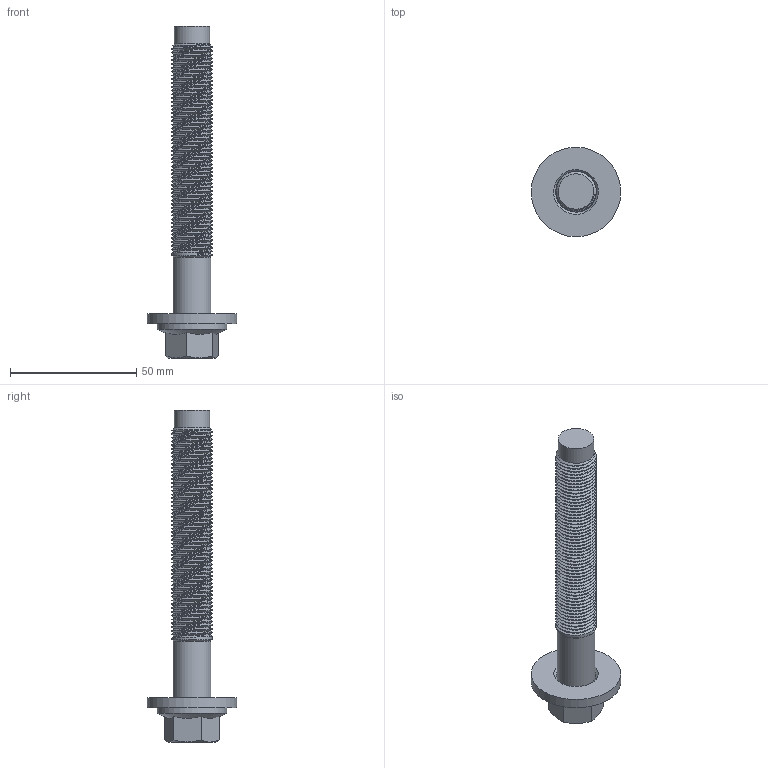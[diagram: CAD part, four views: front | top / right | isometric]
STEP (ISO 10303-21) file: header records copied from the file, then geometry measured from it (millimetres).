
FILE_DESCRIPTION(('Open CASCADE Model'),'2;1');
FILE_NAME('Open CASCADE Shape Model','2024-07-12T11:37:45',('Author'),( 'Open CASCADE'),'Open CASCADE STEP processor 7.5','Open CASCADE 7.5' ,'Unknown');
FILE_SCHEMA(('AUTOMOTIVE_DESIGN { 1 0 10303 214 1 1 1 1 }'));
Length unit declared in the file: millimetre
Products named in the file (3): Open CASCADE STEP translator 7.5 4; Open CASCADE STEP translator 7.5 4.1; Open CASCADE STEP translator 7.5 4.2
Assembly tree (2 placements, depth 2):
  Open CASCADE STEP translator 7.5 4
    Open CASCADE STEP translator 7.5 4.1
    Open CASCADE STEP translator 7.5 4.2
Bounding box: 35.5 x 35.5 x 131.5 mm (x, y, z)
Volume: 29187.7 mm3; surface area: 12160.7 mm2
Topology: 2 solids, 2 shells, 36 faces, 81 edges, 50 vertices
Faces by surface type: plane 14, cone 11, cylinder 8, bspline 2, torus 1
Full cylindrical faces by diameter (mm): 14 x1, 14.984 x1, 15.67 x1, 16 x1, 27.5 x1, 35.5 x1
Entity records: 26830 total; most frequent: CARTESIAN_POINT 25294, DIRECTION 237, ORIENTED_EDGE 162, PCURVE 162, DEFINITIONAL_REPRESENTATION 162, LINE 101, VECTOR 101, B_SPLINE_CURVE_WITH_KNOTS 98
